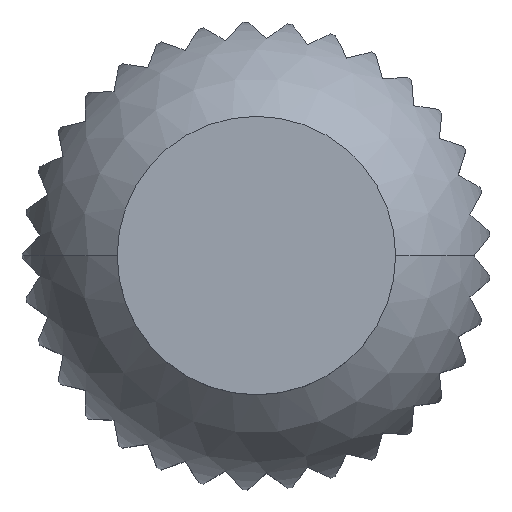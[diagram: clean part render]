
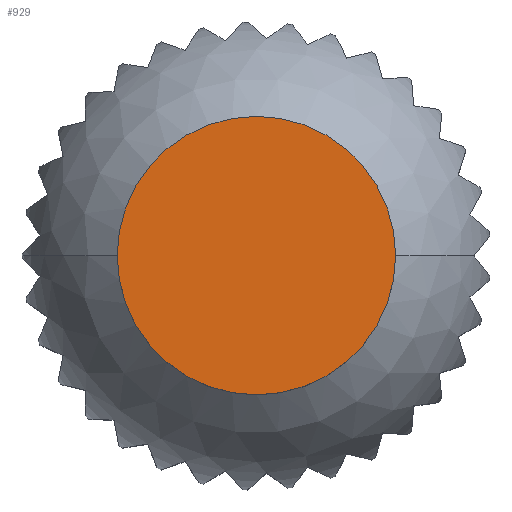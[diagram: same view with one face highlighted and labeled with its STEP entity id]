
A CAD part, top view. The second image highlights one B-rep face of the part: STEP entity #929.
In plain terms, the highlighted planar face has unit normal (0, 0, 1).
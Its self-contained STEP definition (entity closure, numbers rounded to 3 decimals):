
#551=EDGE_CURVE('',#621,#1361,#1501,.T.);
#569=EDGE_CURVE('',#1361,#621,#1521,.T.);
#621=VERTEX_POINT('',#1582);
#929=ADVANCED_FACE('',(#1964),#1965,.T.);
#1361=VERTEX_POINT('',#2444);
#1501=CIRCLE('',#2597,9.5);
#1521=CIRCLE('',#2625,9.5);
#1582=CARTESIAN_POINT('',(-9.5,0.,78.));
#1964=FACE_OUTER_BOUND('',#3229,.T.);
#1965=PLANE('',#3230);
#2444=CARTESIAN_POINT('',(9.5,0.,78.));
#2597=AXIS2_PLACEMENT_3D('',#4136,#4137,#4138);
#2625=AXIS2_PLACEMENT_3D('',#4162,#4163,#4164);
#3229=EDGE_LOOP('',(#4779,#4780));
#3230=AXIS2_PLACEMENT_3D('',#4781,#4782,#4783);
#4136=CARTESIAN_POINT('',(0.,0.,78.));
#4137=DIRECTION('',(0.0,0.0,1.0));
#4138=DIRECTION('',(1.0,0.,0.0));
#4162=CARTESIAN_POINT('',(0.,0.,78.));
#4163=DIRECTION('',(0.0,0.0,1.0));
#4164=DIRECTION('',(1.0,0.,0.0));
#4779=ORIENTED_EDGE('',*,*,#569,.T.);
#4780=ORIENTED_EDGE('',*,*,#551,.T.);
#4781=CARTESIAN_POINT('',(4.75,0.,78.));
#4782=DIRECTION('',(0.0,0.0,1.0));
#4783=DIRECTION('',(-1.0,0.,0.0));
